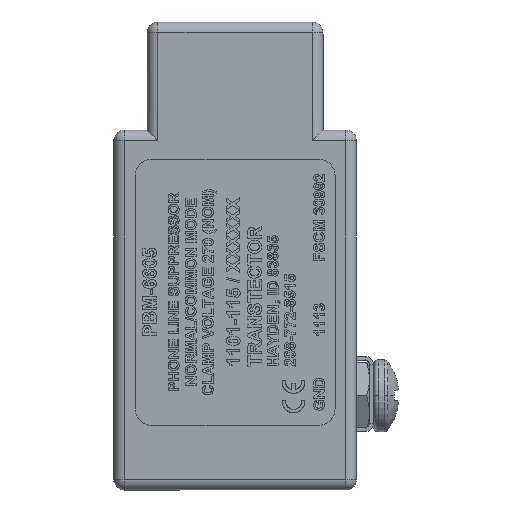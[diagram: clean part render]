
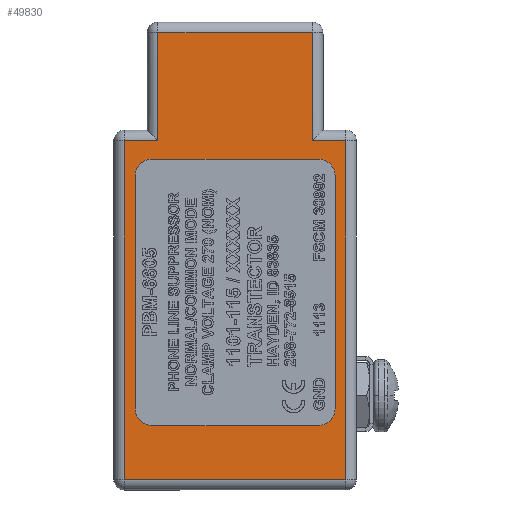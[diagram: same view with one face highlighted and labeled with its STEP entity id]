
A CAD part, front view. The second image highlights one B-rep face of the part: STEP entity #49830.
In plain terms, the highlighted planar face has unit normal (0, -1, 0).
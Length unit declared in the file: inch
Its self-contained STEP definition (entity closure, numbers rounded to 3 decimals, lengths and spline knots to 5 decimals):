
#2380 = VERTEX_POINT ( 'NONE', #69456 ) ;
#3067 = CARTESIAN_POINT ( 'NONE',  ( 0.4155, 0., -0.635 ) ) ;
#6660 = ORIENTED_EDGE ( 'NONE', *, *, #86826, .T. ) ;
#8257 = DIRECTION ( 'NONE',  ( -1., 0., 0. ) ) ;
#10730 = VECTOR ( 'NONE', #32139, 39.37008 ) ;
#12190 = EDGE_LOOP ( 'NONE', ( #126114, #6660, #149189, #41715, #139850, #121594, #115685, #66528 ) ) ;
#14238 = DIRECTION ( 'NONE',  ( 0., 0., 1. ) ) ;
#15057 = CARTESIAN_POINT ( 'NONE',  ( -0.2895, 0., 0.635 ) ) ;
#19098 = CARTESIAN_POINT ( 'NONE',  ( 0.4155, 0., 0.635 ) ) ;
#20136 = EDGE_CURVE ( 'NONE', #63374, #23233, #122897, .T. ) ;
#23233 = VERTEX_POINT ( 'NONE', #19098 ) ;
#31734 = LINE ( 'NONE', #99294, #64286 ) ;
#32139 = DIRECTION ( 'NONE',  ( 0., 0., 1. ) ) ;
#35602 = CARTESIAN_POINT ( 'NONE',  ( 0.2895, 0., 0.635 ) ) ;
#35633 = VERTEX_POINT ( 'NONE', #125754 ) ;
#35813 = DIRECTION ( 'NONE',  ( -1., 0., 0. ) ) ;
#36951 = CARTESIAN_POINT ( 'NONE',  ( 0.2895, 0., 0.635 ) ) ;
#37027 = VECTOR ( 'NONE', #141106, 39.37008 ) ;
#41715 = ORIENTED_EDGE ( 'NONE', *, *, #121731, .T. ) ;
#47374 = LINE ( 'NONE', #115770, #136197 ) ;
#49830 = ADVANCED_FACE ( 'NONE', ( #88955 ), #63346, .F. ) ;
#55427 = VECTOR ( 'NONE', #55564, 39.37008 ) ;
#55564 = DIRECTION ( 'NONE',  ( 1., 0., 0. ) ) ;
#56810 = VERTEX_POINT ( 'NONE', #35602 ) ;
#59875 = EDGE_CURVE ( 'NONE', #87344, #63374, #100844, .T. ) ;
#61648 = CARTESIAN_POINT ( 'NONE',  ( -0.4155, 0., -0.635 ) ) ;
#63318 = DIRECTION ( 'NONE',  ( -1., 0., 0. ) ) ;
#63346 = PLANE ( 'NONE',  #146196 ) ;
#63374 = VERTEX_POINT ( 'NONE', #3067 ) ;
#64286 = VECTOR ( 'NONE', #63318, 39.37008 ) ;
#66528 = ORIENTED_EDGE ( 'NONE', *, *, #131322, .T. ) ;
#69456 = CARTESIAN_POINT ( 'NONE',  ( -0.4155, 0., 0.635 ) ) ;
#74940 = DIRECTION ( 'NONE',  ( 0., 1., 0. ) ) ;
#86432 = DIRECTION ( 'NONE',  ( 0., 0., -1. ) ) ;
#86826 = EDGE_CURVE ( 'NONE', #35633, #101271, #31734, .T. ) ;
#87344 = VERTEX_POINT ( 'NONE', #61648 ) ;
#88955 = FACE_OUTER_BOUND ( 'NONE', #12190, .T. ) ;
#89496 = LINE ( 'NONE', #96971, #37027 ) ;
#89602 = CARTESIAN_POINT ( 'NONE',  ( -0.4155, 0., 0.635 ) ) ;
#92051 = VECTOR ( 'NONE', #14238, 39.37008 ) ;
#96971 = CARTESIAN_POINT ( 'NONE',  ( -0.2895, 0., 0.635 ) ) ;
#99294 = CARTESIAN_POINT ( 'NONE',  ( -0.4155, 0., 1.041 ) ) ;
#100844 = LINE ( 'NONE', #115369, #55427 ) ;
#100971 = CARTESIAN_POINT ( 'NONE',  ( 0.4155, 0., 0.635 ) ) ;
#101271 = VERTEX_POINT ( 'NONE', #117119 ) ;
#101349 = DIRECTION ( 'NONE',  ( 0., 0., 1. ) ) ;
#104371 = VECTOR ( 'NONE', #86432, 39.37008 ) ;
#108882 = EDGE_CURVE ( 'NONE', #101271, #144699, #89496, .T. ) ;
#115369 = CARTESIAN_POINT ( 'NONE',  ( -0.4155, 0., -0.635 ) ) ;
#115593 = LINE ( 'NONE', #36951, #92051 ) ;
#115643 = VECTOR ( 'NONE', #8257, 39.37008 ) ;
#115685 = ORIENTED_EDGE ( 'NONE', *, *, #20136, .T. ) ;
#115770 = CARTESIAN_POINT ( 'NONE',  ( -0.4155, 0., 0.635 ) ) ;
#117119 = CARTESIAN_POINT ( 'NONE',  ( -0.2895, 0., 1.041 ) ) ;
#121594 = ORIENTED_EDGE ( 'NONE', *, *, #59875, .T. ) ;
#121731 = EDGE_CURVE ( 'NONE', #144699, #2380, #47374, .T. ) ;
#122897 = LINE ( 'NONE', #100971, #10730 ) ;
#125754 = CARTESIAN_POINT ( 'NONE',  ( 0.2895, 0., 1.041 ) ) ;
#126114 = ORIENTED_EDGE ( 'NONE', *, *, #145266, .T. ) ;
#126191 = LINE ( 'NONE', #128124, #104371 ) ;
#128124 = CARTESIAN_POINT ( 'NONE',  ( -0.4155, 0., 0.635 ) ) ;
#131322 = EDGE_CURVE ( 'NONE', #23233, #56810, #150127, .T. ) ;
#132574 = EDGE_CURVE ( 'NONE', #2380, #87344, #126191, .T. ) ;
#136197 = VECTOR ( 'NONE', #35813, 39.37008 ) ;
#139850 = ORIENTED_EDGE ( 'NONE', *, *, #132574, .T. ) ;
#141106 = DIRECTION ( 'NONE',  ( 0., 0., -1. ) ) ;
#144409 = CARTESIAN_POINT ( 'NONE',  ( -0.4155, 0., 0.635 ) ) ;
#144699 = VERTEX_POINT ( 'NONE', #15057 ) ;
#145266 = EDGE_CURVE ( 'NONE', #56810, #35633, #115593, .T. ) ;
#146196 = AXIS2_PLACEMENT_3D ( 'NONE', #144409, #74940, #101349 ) ;
#149189 = ORIENTED_EDGE ( 'NONE', *, *, #108882, .T. ) ;
#150127 = LINE ( 'NONE', #89602, #115643 ) ;
